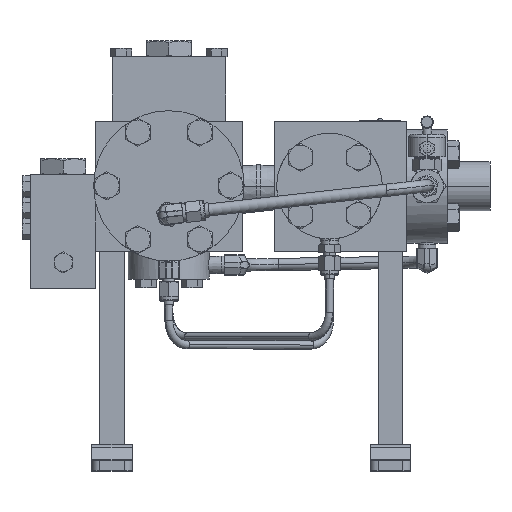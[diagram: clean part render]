
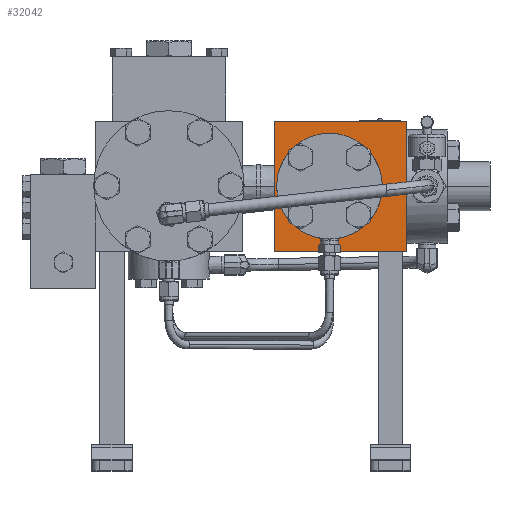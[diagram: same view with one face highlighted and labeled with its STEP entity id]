
A CAD part, top view. The second image highlights one B-rep face of the part: STEP entity #32042.
In plain terms, the highlighted planar face has unit normal (0, 0, 1).
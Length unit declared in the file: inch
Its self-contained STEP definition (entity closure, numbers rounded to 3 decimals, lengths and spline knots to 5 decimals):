
#1982 = VECTOR ( 'NONE', #106177, 39.37008 ) ;
#2214 = CARTESIAN_POINT ( 'NONE',  ( 4.562, 2., 2. ) ) ;
#5605 = VECTOR ( 'NONE', #77997, 39.37008 ) ;
#10771 = CARTESIAN_POINT ( 'NONE',  ( 2.187, 0., 2. ) ) ;
#10857 = VECTOR ( 'NONE', #95612, 39.37008 ) ;
#13053 = VERTEX_POINT ( 'NONE', #2214 ) ;
#18219 = VERTEX_POINT ( 'NONE', #63455 ) ;
#19406 = EDGE_LOOP ( 'NONE', ( #59622, #96068, #64599, #57876 ) ) ;
#19520 = DIRECTION ( 'NONE',  ( 1., 0., 0. ) ) ;
#20296 = CARTESIAN_POINT ( 'NONE',  ( 0.5, 2., 2. ) ) ;
#21548 = VERTEX_POINT ( 'NONE', #57077 ) ;
#23229 = VECTOR ( 'NONE', #49225, 39.37008 ) ;
#28577 = DIRECTION ( 'NONE',  ( 0., 0., 1. ) ) ;
#30505 = ORIENTED_EDGE ( 'NONE', *, *, #64181, .F. ) ;
#32042 = ADVANCED_FACE ( 'Defeatured_0_2461', ( #68413, #37033 ), #107585, .T. ) ;
#32479 = EDGE_CURVE ( 'Defeatured_0_2461+Defeatured_0_2464+Defeatured_0_2459+Defeatured_0_2460', #13053, #56714, #79248, .T. ) ;
#32859 = VERTEX_POINT ( 'NONE', #71705 ) ;
#34596 = CARTESIAN_POINT ( 'NONE',  ( 4.562, 2., 2. ) ) ;
#35905 = CARTESIAN_POINT ( 'NONE',  ( 2.187, 0., 2. ) ) ;
#37033 = FACE_OUTER_BOUND ( 'NONE', #19406, .T. ) ;
#40125 = LINE ( 'NONE', #45039, #1982 ) ;
#44634 = DIRECTION ( 'NONE',  ( 1., 0., 0. ) ) ;
#45039 = CARTESIAN_POINT ( 'NONE',  ( 0.5, 2., 2. ) ) ;
#49225 = DIRECTION ( 'NONE',  ( 1., 0., 0. ) ) ;
#56433 = AXIS2_PLACEMENT_3D ( 'NONE', #99157, #28577, #64718 ) ;
#56714 = VERTEX_POINT ( 'NONE', #20296 ) ;
#57077 = CARTESIAN_POINT ( 'NONE',  ( 2.187, -1.625, 2. ) ) ;
#57876 = ORIENTED_EDGE ( 'NONE', *, *, #87490, .T. ) ;
#58139 = AXIS2_PLACEMENT_3D ( 'NONE', #35905, #96944, #44634 ) ;
#59622 = ORIENTED_EDGE ( 'NONE', *, *, #96336, .F. ) ;
#61212 = CARTESIAN_POINT ( 'NONE',  ( 0.4685, 2., 2. ) ) ;
#62365 = CIRCLE ( 'NONE', #85571, 1.625 ) ;
#63455 = CARTESIAN_POINT ( 'NONE',  ( 2.187, 1.625, 2. ) ) ;
#64166 = LINE ( 'NONE', #109975, #23229 ) ;
#64181 = EDGE_CURVE ( 'Defeatured_0_1438+Defeatured_0_2461+Defeatured_0_2461+Defeatured_0_2461', #21548, #18219, #72697, .T. ) ;
#64599 = ORIENTED_EDGE ( 'NONE', *, *, #84136, .F. ) ;
#64718 = DIRECTION ( 'NONE',  ( 1., 0., 0. ) ) ;
#68413 = FACE_BOUND ( 'NONE', #98549, .T. ) ;
#70230 = EDGE_CURVE ( 'Defeatured_0_1438+Defeatured_0_2461+Defeatured_0_2461+Defeatured_0_2461', #18219, #21548, #62365, .T. ) ;
#71705 = CARTESIAN_POINT ( 'NONE',  ( 0.5, -2., 2. ) ) ;
#72697 = CIRCLE ( 'NONE', #58139, 1.625 ) ;
#77997 = DIRECTION ( 'NONE',  ( -1., 0., 0. ) ) ;
#79248 = LINE ( 'NONE', #61212, #5605 ) ;
#84136 = EDGE_CURVE ( 'Defeatured_0_2460+Defeatured_0_2461+Defeatured_0_2463+Defeatured_0_2464', #32859, #56714, #40125, .T. ) ;
#85571 = AXIS2_PLACEMENT_3D ( 'NONE', #10771, #98548, #19520 ) ;
#87177 = ORIENTED_EDGE ( 'NONE', *, *, #70230, .F. ) ;
#87490 = EDGE_CURVE ( 'Defeatured_0_2461+Defeatured_0_2463+Defeatured_0_2460+Defeatured_0_2459', #32859, #88626, #64166, .T. ) ;
#88626 = VERTEX_POINT ( 'NONE', #93406 ) ;
#93406 = CARTESIAN_POINT ( 'NONE',  ( 4.562, -2., 2. ) ) ;
#95612 = DIRECTION ( 'NONE',  ( 0., -1., 0. ) ) ;
#96068 = ORIENTED_EDGE ( 'NONE', *, *, #32479, .T. ) ;
#96336 = EDGE_CURVE ( 'Defeatured_0_2459+Defeatured_0_2461+Defeatured_0_2464+Defeatured_0_2463', #13053, #88626, #103732, .T. ) ;
#96944 = DIRECTION ( 'NONE',  ( 0., 0., 1. ) ) ;
#98548 = DIRECTION ( 'NONE',  ( 0., 0., 1. ) ) ;
#98549 = EDGE_LOOP ( 'NONE', ( #87177, #30505 ) ) ;
#99157 = CARTESIAN_POINT ( 'NONE',  ( 0.4685, -2., 2. ) ) ;
#103732 = LINE ( 'NONE', #34596, #10857 ) ;
#106177 = DIRECTION ( 'NONE',  ( 0., 1., 0. ) ) ;
#107585 = PLANE ( 'NONE',  #56433 ) ;
#109975 = CARTESIAN_POINT ( 'NONE',  ( 0.4685, -2., 2. ) ) ;
